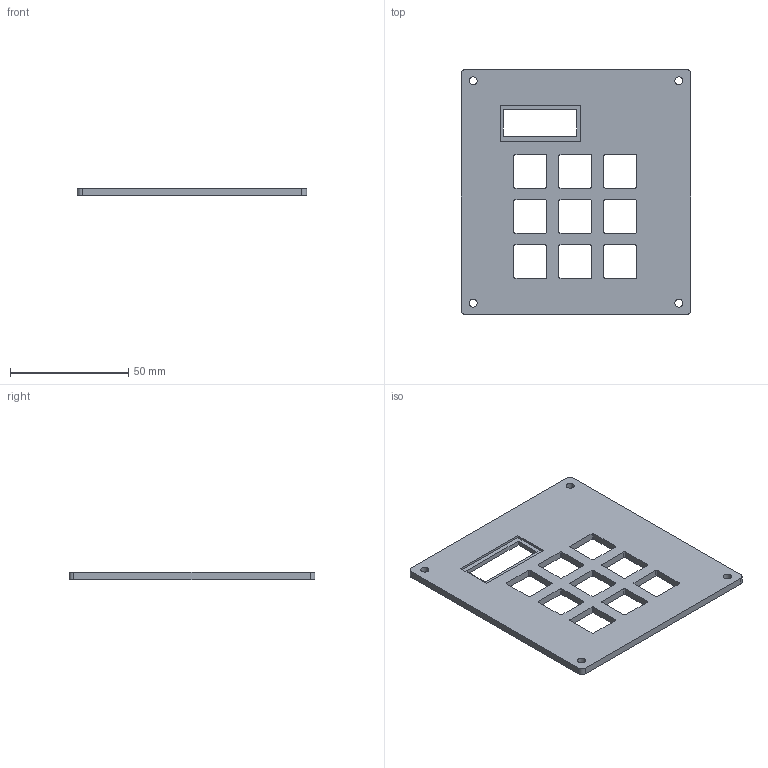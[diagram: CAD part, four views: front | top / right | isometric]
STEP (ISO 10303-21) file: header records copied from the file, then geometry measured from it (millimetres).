
FILE_DESCRIPTION(/* description */ (''),/* implementation_level */ '2;1');
FILE_NAME(/* name */ 'Passenger_top.step',/* time_stamp */ '2025-02-15T00:49:34+05:30',/* author */ (''),/* organization */ (''),/* preprocessor_version */ 'ST-DEVELOPER v20',/* originating_system */ 'Autodesk Translation Framework v13.20.0.188',/* authorisation */ '');
FILE_SCHEMA (('AUTOMOTIVE_DESIGN { 1 0 10303 214 3 1 1 }'));
Length unit declared in the file: millimetre
Products named in the file (1): passenger top plate
Bounding box: 96.99 x 103.97 x 3 mm (x, y, z)
Volume: 23300.3 mm3; surface area: 18984.9 mm2
Topology: 1 solids, 1 shells, 99 faces, 288 edges, 192 vertices
Faces by surface type: plane 55, cylinder 44
Full cylindrical faces by diameter (mm): 3.4 x4
Entity records: 3379 total; most frequent: CARTESIAN_POINT 580, ORIENTED_EDGE 576, DIRECTION 576, EDGE_CURVE 288, LINE 200, VECTOR 200, VERTEX_POINT 192, AXIS2_PLACEMENT_3D 188
